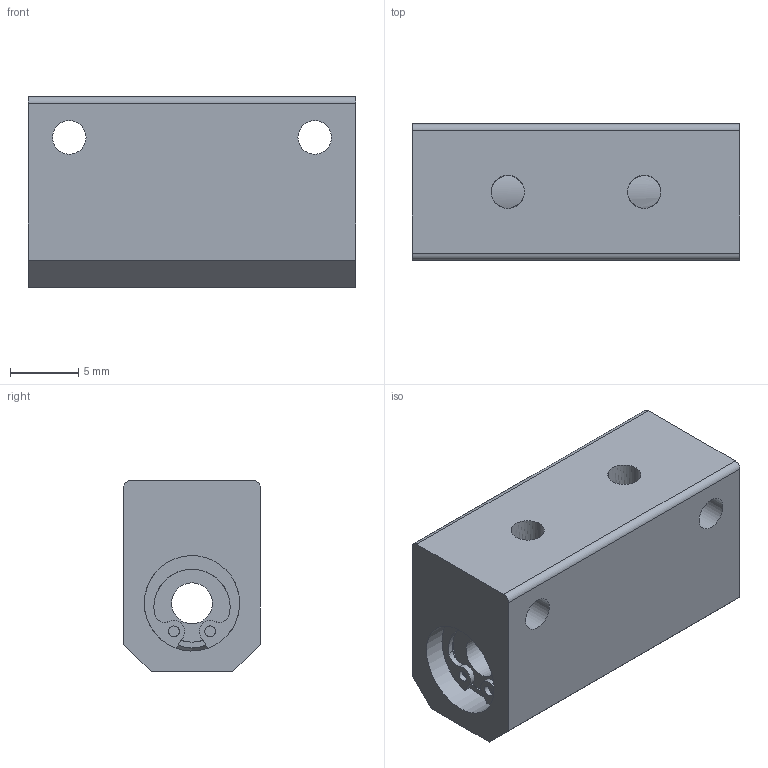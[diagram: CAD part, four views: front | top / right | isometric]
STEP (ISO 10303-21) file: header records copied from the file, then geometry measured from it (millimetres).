
FILE_DESCRIPTION((''),'2;1');
FILE_NAME('CHW3.stp','2010-01-25T09:36:45',('Tsuchiya'),(''),'Autodesk Inventor 10','Autodesk Inventor 10','');
FILE_SCHEMA(('AUTOMOTIVE_DESIGN { 1 0 10303 214 1 1 1 1 }'));
Length unit declared in the file: millimetre
Products named in the file (1): CHW3
Bounding box: 24 x 10 x 14 mm (x, y, z)
Volume: 2809.1 mm3; surface area: 1998.8 mm2
Topology: 1 solids, 2 shells, 68 faces, 180 edges, 113 vertices
Faces by surface type: bspline 32, plane 20, cylinder 16
Full cylindrical faces by diameter (mm): 0.8 x2, 3 x1, 5.7 x2, 7 x3
Entity records: 2319 total; most frequent: CARTESIAN_POINT 821, DIRECTION 300, ORIENTED_EDGE 282, EDGE_CURVE 141, AXIS2_PLACEMENT_3D 124, EDGE_LOOP 108, VERTEX_POINT 97, CIRCLE 87
